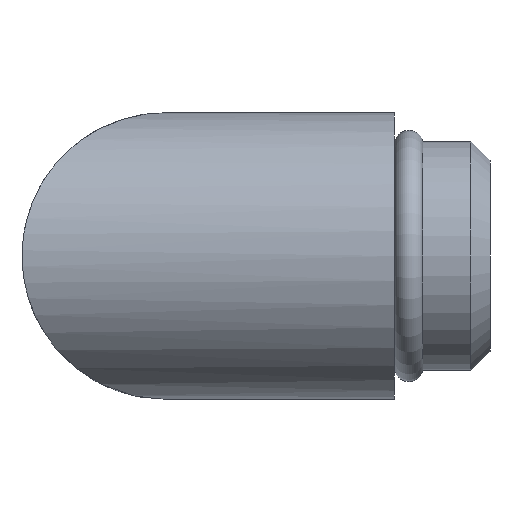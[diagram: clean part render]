
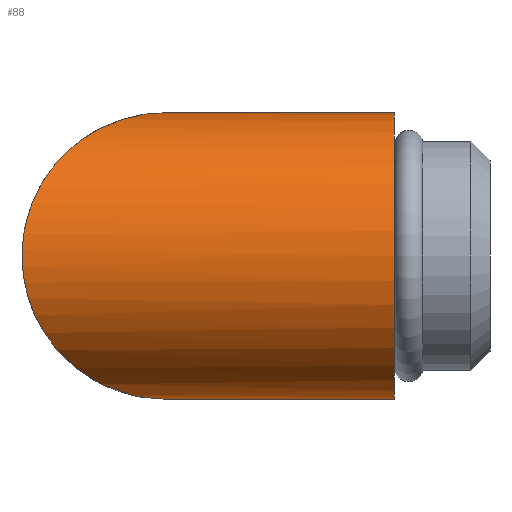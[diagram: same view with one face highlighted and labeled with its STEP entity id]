
A CAD part, left-side view. The second image highlights one B-rep face of the part: STEP entity #88.
In plain terms, the highlighted cylindrical face has radius 7.5 mm (diameter 15 mm), a full revolution.
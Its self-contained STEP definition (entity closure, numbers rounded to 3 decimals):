
#88 = ADVANCED_FACE( '', ( #130, #131 ), #132, .T. );
#130 = FACE_OUTER_BOUND( '', #173, .T. );
#131 = FACE_OUTER_BOUND( '', #174, .T. );
#132 = CYLINDRICAL_SURFACE( '', #175, 7.5 );
#173 = EDGE_LOOP( '', ( #242 ) );
#174 = EDGE_LOOP( '', ( #243 ) );
#175 = AXIS2_PLACEMENT_3D( '', #244, #245, #246 );
#242 = ORIENTED_EDGE( '', *, *, #254, .T. );
#243 = ORIENTED_EDGE( '', *, *, #261, .F. );
#244 = CARTESIAN_POINT( '', ( 0., 12.25, 0. ) );
#245 = DIRECTION( '', ( 0., 1., 0. ) );
#246 = DIRECTION( '', ( 0., 0., -1. ) );
#254 = EDGE_CURVE( '', #274, #274, #275, .T. );
#261 = EDGE_CURVE( '', #288, #288, #289, .T. );
#274 = VERTEX_POINT( '', #302 );
#275 = CIRCLE( '', #303, 7.5 );
#288 = VERTEX_POINT( '', #316 );
#289 = ELLIPSE( '', #317, 10.607, 7.5 );
#302 = CARTESIAN_POINT( '', ( 0., -7.25, 7.5 ) );
#303 = AXIS2_PLACEMENT_3D( '', #336, #337, #338 );
#316 = CARTESIAN_POINT( '', ( 7.5, -2.75, 0. ) );
#317 = AXIS2_PLACEMENT_3D( '', #357, #358, #359 );
#336 = CARTESIAN_POINT( '', ( 0., -7.25, 0. ) );
#337 = DIRECTION( '', ( 0., 1., 0. ) );
#338 = DIRECTION( '', ( 0., 0., 1. ) );
#357 = CARTESIAN_POINT( '', ( 0., 4.75, 0. ) );
#358 = DIRECTION( '', ( 0.707, 0.707, 0. ) );
#359 = DIRECTION( '', ( 0.707, -0.707, 0. ) );
